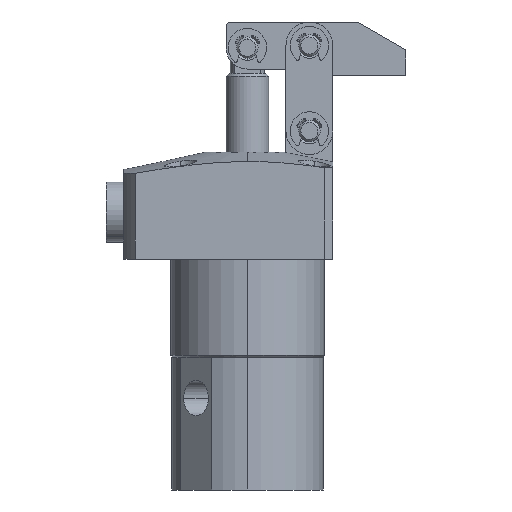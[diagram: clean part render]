
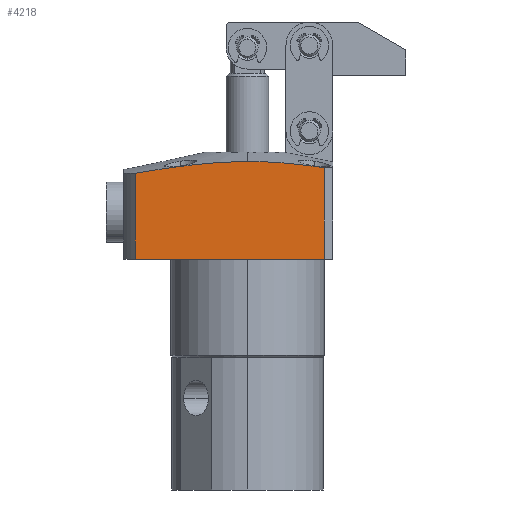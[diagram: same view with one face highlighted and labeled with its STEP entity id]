
A CAD part, front view. The second image highlights one B-rep face of the part: STEP entity #4218.
In plain terms, the highlighted face is planar.
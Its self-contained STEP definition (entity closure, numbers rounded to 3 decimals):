
#104 = CARTESIAN_POINT ( 'NONE',  ( 0., 45.874, 20. ) ) ;
#367 = DIRECTION ( 'NONE',  ( -1., 0., 0. ) ) ;
#386 = EDGE_CURVE ( 'NONE', #1853, #2470, #8528, .T. ) ;
#514 = CARTESIAN_POINT ( 'NONE',  ( -4.409, 45.795, 20. ) ) ;
#903 = ORIENTED_EDGE ( 'NONE', *, *, #1889, .T. ) ;
#964 = VERTEX_POINT ( 'NONE', #2971 ) ;
#991 = DIRECTION ( 'NONE',  ( 0., 1., 0. ) ) ;
#1013 = CARTESIAN_POINT ( 'NONE',  ( -26.249, 43.111, 20. ) ) ;
#1092 = ORIENTED_EDGE ( 'NONE', *, *, #386, .T. ) ;
#1203 = CARTESIAN_POINT ( 'NONE',  ( -10.989, 45.291, 20. ) ) ;
#1425 = CARTESIAN_POINT ( 'NONE',  ( 12.025, 45.199, 20. ) ) ;
#1722 = CARTESIAN_POINT ( 'NONE',  ( 18., 23., 20. ) ) ;
#1760 = EDGE_CURVE ( 'NONE', #2470, #2512, #2376, .T. ) ;
#1814 = ORIENTED_EDGE ( 'NONE', *, *, #3445, .F. ) ;
#1853 = VERTEX_POINT ( 'NONE', #7806 ) ;
#1889 = EDGE_CURVE ( 'NONE', #6397, #1853, #5912, .T. ) ;
#1903 = CARTESIAN_POINT ( 'NONE',  ( -17.542, 44.481, 20. ) ) ;
#2038 = FACE_OUTER_BOUND ( 'NONE', #7409, .T. ) ;
#2376 = B_SPLINE_CURVE_WITH_KNOTS ( 'NONE', 3,
 ( #7980, #5230, #514, #5277, #1203, #5967, #1903, #6644, #2586, #7336 ),
 .UNSPECIFIED., .F., .F.,
 ( 4, 2, 2, 2, 4 ),
 ( 0.018, 0.025, 0.031, 0.038, 0.044 ),
 .UNSPECIFIED. ) ;
#2470 = VERTEX_POINT ( 'NONE', #3700 ) ;
#2512 = VERTEX_POINT ( 'NONE', #1013 ) ;
#2586 = CARTESIAN_POINT ( 'NONE',  ( -24.076, 43.479, 20. ) ) ;
#2726 = ORIENTED_EDGE ( 'NONE', *, *, #7752, .F. ) ;
#2971 = CARTESIAN_POINT ( 'NONE',  ( -26.249, 23., 20. ) ) ;
#3071 = AXIS2_PLACEMENT_3D ( 'NONE', #7453, #7481, #3417 ) ;
#3091 = VECTOR ( 'NONE', #367, 1000. ) ;
#3417 = DIRECTION ( 'NONE',  ( 1., 0., 0. ) ) ;
#3445 = EDGE_CURVE ( 'NONE', #964, #2512, #7987, .T. ) ;
#3499 = CARTESIAN_POINT ( 'NONE',  ( 18., 44.406, 20. ) ) ;
#3700 = CARTESIAN_POINT ( 'NONE',  ( 0., 45.874, 20. ) ) ;
#3706 = CARTESIAN_POINT ( 'NONE',  ( -26.249, 0., 20. ) ) ;
#4107 = ORIENTED_EDGE ( 'NONE', *, *, #1760, .T. ) ;
#4167 = CARTESIAN_POINT ( 'NONE',  ( 3.02, 45.874, 20. ) ) ;
#4218 = ADVANCED_FACE ( 'NONE', ( #2038 ), #6794, .T. ) ;
#5230 = CARTESIAN_POINT ( 'NONE',  ( -2.208, 45.874, 20. ) ) ;
#5277 = CARTESIAN_POINT ( 'NONE',  ( -8.8, 45.502, 20. ) ) ;
#5912 = LINE ( 'NONE', #6449, #7729 ) ;
#5967 = CARTESIAN_POINT ( 'NONE',  ( -15.36, 44.779, 20. ) ) ;
#6181 = VECTOR ( 'NONE', #991, 1000. ) ;
#6188 = CARTESIAN_POINT ( 'NONE',  ( 15.015, 44.831, 20. ) ) ;
#6397 = VERTEX_POINT ( 'NONE', #1722 ) ;
#6449 = CARTESIAN_POINT ( 'NONE',  ( 18., 0., 20. ) ) ;
#6644 = CARTESIAN_POINT ( 'NONE',  ( -21.9, 43.83, 20. ) ) ;
#6682 = LINE ( 'NONE', #7848, #3091 ) ;
#6794 = PLANE ( 'NONE',  #3071 ) ;
#7167 = DIRECTION ( 'NONE',  ( 0., 1., 0. ) ) ;
#7336 = CARTESIAN_POINT ( 'NONE',  ( -26.249, 43.111, 20. ) ) ;
#7409 = EDGE_LOOP ( 'NONE', ( #903, #1092, #4107, #1814, #2726 ) ) ;
#7453 = CARTESIAN_POINT ( 'NONE',  ( 0., 0., 20. ) ) ;
#7481 = DIRECTION ( 'NONE',  ( 0., 0., 1. ) ) ;
#7729 = VECTOR ( 'NONE', #7167, 1000. ) ;
#7752 = EDGE_CURVE ( 'NONE', #6397, #964, #6682, .T. ) ;
#7806 = CARTESIAN_POINT ( 'NONE',  ( 18., 44.406, 20. ) ) ;
#7848 = CARTESIAN_POINT ( 'NONE',  ( 18., 23., 20. ) ) ;
#7980 = CARTESIAN_POINT ( 'NONE',  ( 0., 45.874, 20. ) ) ;
#7987 = LINE ( 'NONE', #3706, #6181 ) ;
#8234 = CARTESIAN_POINT ( 'NONE',  ( 6.028, 45.724, 20. ) ) ;
#8528 = B_SPLINE_CURVE_WITH_KNOTS ( 'NONE', 3,
 ( #3499, #6188, #1425, #8234, #4167, #104 ),
 .UNSPECIFIED., .F., .F.,
 ( 4, 2, 4 ),
 ( 0., 0.009, 0.018 ),
 .UNSPECIFIED. ) ;
